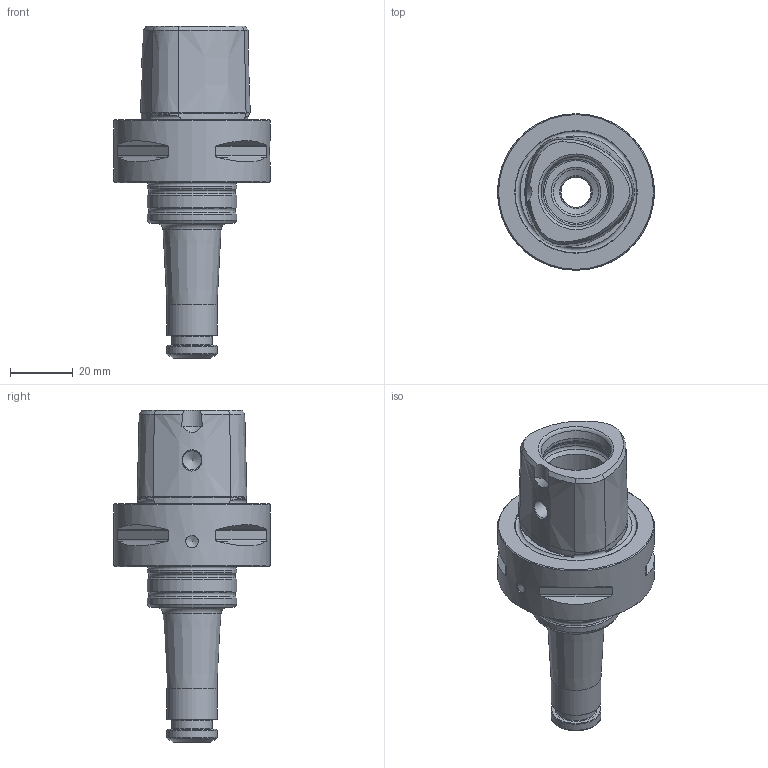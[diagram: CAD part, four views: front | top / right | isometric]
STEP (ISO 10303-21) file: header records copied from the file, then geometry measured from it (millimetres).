
FILE_DESCRIPTION(/* description */ (''),/* implementation_level */ '2;1');
FILE_NAME(/* name */ '480571040.stp',/* time_stamp */ '2021-01-12T12:38:47',/* author */ ('LRA'),/* organization */ ('REGO-FIX'),/* preprocessor_version */ ' Unknown',/* originating_system */ 'SIEMENS PLM Software Solid Edge ST10',/* authorization */ 'Unknown');
FILE_SCHEMA (('AUTOMOTIVE_DESIGN { 1 0 10303 214 2 1 1}'));
Length unit declared in the file: millimetre
Products named in the file (1): NOCUT
Bounding box: 50 x 50 x 106 mm (x, y, z)
Volume: 66533 mm3; surface area: 18075.1 mm2
Topology: 1 solids, 1 shells, 120 faces, 283 edges, 174 vertices
Faces by surface type: cone 57, cylinder 26, plane 24, torus 13
Full cylindrical faces by diameter (mm): 4 x1, 6.1 x2, 10 x1, 10.5 x1, 13 x1, 14.376 x2, 16 x2, 21 x2, 24 x1, 28.5 x3, 50 x1
Entity records: 3959 total; most frequent: CARTESIAN_POINT 712, DIRECTION 510, ORIENTED_EDGE 404, AXIS2_PLACEMENT_3D 231, EDGE_CURVE 202, FACE_BOUND 193, EDGE_LOOP 190, VERTEX_POINT 153
